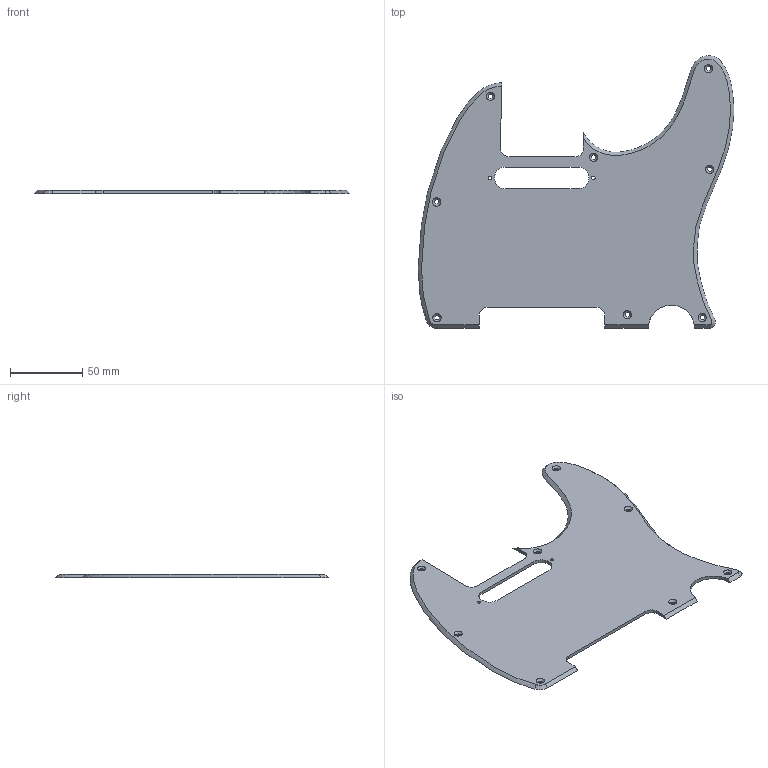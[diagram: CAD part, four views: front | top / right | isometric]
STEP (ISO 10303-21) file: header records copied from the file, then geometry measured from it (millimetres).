
FILE_DESCRIPTION(/* description */ (''),/* implementation_level */ '2;1');
FILE_NAME(/* name */ 'Pickguard.step',/* time_stamp */ '2025-10-04T19:37:41-04:00',/* author */ (''),/* organization */ (''),/* preprocessor_version */ 'ST-DEVELOPER v20.1',/* originating_system */ 'Autodesk Translation Framework v14.17.0.0',/* authorisation */ '');
FILE_SCHEMA (('AUTOMOTIVE_DESIGN { 1 0 10303 214 3 1 1 }'));
Length unit declared in the file: millimetre
Products named in the file (1): Pickguard
Bounding box: 218.76 x 188.9 x 2.29 mm (x, y, z)
Volume: 55708 mm3; surface area: 51880.3 mm2
Topology: 1 solids, 1 shells, 42 faces, 112 edges, 72 vertices
Faces by surface type: cylinder 17, plane 13, cone 8, bspline 4
Full cylindrical faces by diameter (mm): 2.438 x2, 3.264 x8
Entity records: 2331 total; most frequent: CARTESIAN_POINT 1196, ORIENTED_EDGE 224, DIRECTION 222, EDGE_CURVE 112, AXIS2_PLACEMENT_3D 83, VERTEX_POINT 72, EDGE_LOOP 64, LINE 56
